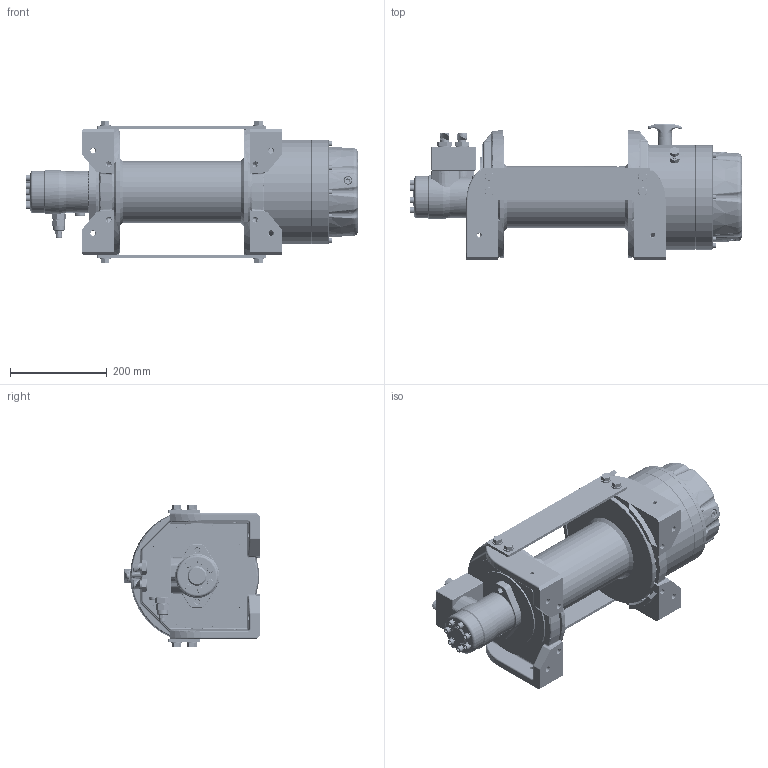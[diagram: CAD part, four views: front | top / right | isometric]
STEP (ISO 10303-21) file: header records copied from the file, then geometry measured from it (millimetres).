
FILE_DESCRIPTION(/* description */ (''),/* implementation_level */ '2;1');
FILE_NAME(/* name */ '642-993_ComeUp_HV-15-m.stp',/* time_stamp */ '2018-07-16T10:13:56+02:00',/* author */ ('lang1ph'),/* organization */ (''),/* preprocessor_version */ 'ST-DEVELOPER v17',/* originating_system */ 'Autodesk Inventor 2018',/* authorisation */ '');
FILE_SCHEMA (('AUTOMOTIVE_DESIGN { 1 0 10303 214 3 1 1 }'));
Products named in the file (1): 642-973_ComeUp_HV-12-m
Bounding box: 687.2 x 281.5 x 294 mm (x, y, z)
Volume: 10202159.1 mm3; surface area: 1513706.2 mm2
Topology: 6 solids, 6 shells, 5136 faces, 13716 edges, 8644 vertices
Faces by surface type: cylinder 1698, plane 1023, cone 879, bspline 821, torus 487, sphere 228
Full cylindrical faces by diameter (mm): 4.2 x2, 5 x2, 6 x111, 6.5 x16, 6.65 x40, 6.8 x9, 7 x16, 8 x49, 8.5 x13, 9 x4, 9.2 x1, 10 x10, 10.106 x108, 10.2 x75, 11.35 x4, 12 x78, 12.5 x8, 12.8 x8, 13 x1, 13.6 x4, 15 x7, 15.291 x2, 15.4 x7, 16 x1, 17 x1, 18 x6, 18.4 x22, 19.294 x7, 20 x1, 20.2 x1
Entity records: 273539 total; most frequent: CARTESIAN_POINT 152200, ORIENTED_EDGE 27240, DIRECTION 24017, EDGE_CURVE 13620, AXIS2_PLACEMENT_3D 10071, VERTEX_POINT 8644, CIRCLE 5442, EDGE_LOOP 5426
